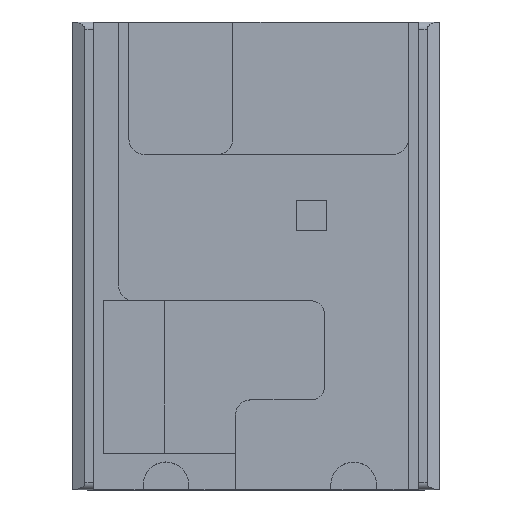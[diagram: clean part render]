
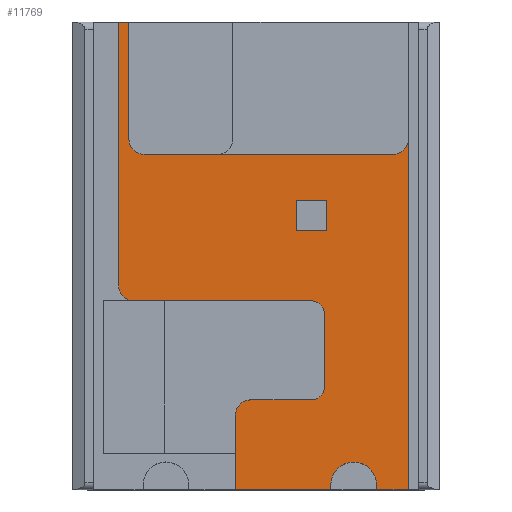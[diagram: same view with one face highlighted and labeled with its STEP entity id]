
A CAD part, top view. The second image highlights one B-rep face of the part: STEP entity #11769.
In plain terms, the highlighted planar face has unit normal (0, 0, 1).
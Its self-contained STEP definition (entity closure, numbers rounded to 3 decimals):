
#304=FACE_BOUND('',#4259,.T.);
#906=PLANE('',#12472);
#1489=LINE('',#16249,#2662);
#1490=LINE('',#16253,#2663);
#1491=LINE('',#16255,#2664);
#1492=LINE('',#16257,#2665);
#1493=LINE('',#16261,#2666);
#1494=LINE('',#16265,#2667);
#1495=LINE('',#16269,#2668);
#1496=LINE('',#16273,#2669);
#1497=LINE('',#16275,#2670);
#1498=LINE('',#16277,#2671);
#1499=LINE('',#16281,#2672);
#1500=LINE('',#16283,#2673);
#1501=LINE('',#16285,#2674);
#1502=LINE('',#16289,#2675);
#1503=LINE('',#16291,#2676);
#1504=LINE('',#16293,#2677);
#1505=LINE('',#16294,#2678);
#2662=VECTOR('',#13215,1000.);
#2663=VECTOR('',#13218,1000.);
#2664=VECTOR('',#13219,1000.);
#2665=VECTOR('',#13220,1000.);
#2666=VECTOR('',#13223,1000.);
#2667=VECTOR('',#13226,1000.);
#2668=VECTOR('',#13229,1000.);
#2669=VECTOR('',#13232,1000.);
#2670=VECTOR('',#13233,1000.);
#2671=VECTOR('',#13234,1000.);
#2672=VECTOR('',#13237,1000.);
#2673=VECTOR('',#13238,1000.);
#2674=VECTOR('',#13239,1000.);
#2675=VECTOR('',#13242,1000.);
#2676=VECTOR('',#13243,1000.);
#2677=VECTOR('',#13244,1000.);
#2678=VECTOR('',#13245,1000.);
#3610=FACE_OUTER_BOUND('',#4258,.T.);
#4258=EDGE_LOOP('',(#8516,#8517,#8518,#8519,#8520,#8521,#8522,#8523,#8524,
#8525,#8526,#8527,#8528,#8529,#8530,#8531,#8532,#8533,#8534,#8535));
#4259=EDGE_LOOP('',(#8536,#8537,#8538,#8539));
#4993=CIRCLE('',#12473,3.);
#4994=CIRCLE('',#12474,3.);
#4995=CIRCLE('',#12475,2.5);
#4996=CIRCLE('',#12476,2.5);
#4997=CIRCLE('',#12477,3.);
#4998=CIRCLE('',#12478,4.5);
#4999=CIRCLE('',#12479,3.);
#5444=VERTEX_POINT('',#16247);
#5445=VERTEX_POINT('',#16248);
#5446=VERTEX_POINT('',#16250);
#5447=VERTEX_POINT('',#16252);
#5448=VERTEX_POINT('',#16254);
#5449=VERTEX_POINT('',#16256);
#5450=VERTEX_POINT('',#16258);
#5451=VERTEX_POINT('',#16260);
#5452=VERTEX_POINT('',#16262);
#5453=VERTEX_POINT('',#16264);
#5454=VERTEX_POINT('',#16266);
#5455=VERTEX_POINT('',#16268);
#5456=VERTEX_POINT('',#16270);
#5457=VERTEX_POINT('',#16272);
#5458=VERTEX_POINT('',#16274);
#5459=VERTEX_POINT('',#16276);
#5460=VERTEX_POINT('',#16278);
#5461=VERTEX_POINT('',#16280);
#5462=VERTEX_POINT('',#16282);
#5463=VERTEX_POINT('',#16284);
#5464=VERTEX_POINT('',#16287);
#5465=VERTEX_POINT('',#16288);
#5466=VERTEX_POINT('',#16290);
#5467=VERTEX_POINT('',#16292);
#6672=EDGE_CURVE('',#5444,#5445,#1489,.T.);
#6673=EDGE_CURVE('',#5446,#5445,#4993,.T.);
#6674=EDGE_CURVE('',#5447,#5446,#1490,.T.);
#6675=EDGE_CURVE('',#5447,#5448,#1491,.T.);
#6676=EDGE_CURVE('',#5449,#5448,#1492,.T.);
#6677=EDGE_CURVE('',#5450,#5449,#4994,.T.);
#6678=EDGE_CURVE('',#5450,#5451,#1493,.T.);
#6679=EDGE_CURVE('',#5451,#5452,#4995,.T.);
#6680=EDGE_CURVE('',#5452,#5453,#1494,.T.);
#6681=EDGE_CURVE('',#5453,#5454,#4996,.T.);
#6682=EDGE_CURVE('',#5454,#5455,#1495,.T.);
#6683=EDGE_CURVE('',#5456,#5455,#4997,.T.);
#6684=EDGE_CURVE('',#5457,#5456,#1496,.T.);
#6685=EDGE_CURVE('',#5457,#5458,#1497,.T.);
#6686=EDGE_CURVE('',#5459,#5458,#1498,.T.);
#6687=EDGE_CURVE('',#5460,#5459,#4998,.T.);
#6688=EDGE_CURVE('',#5461,#5460,#1499,.T.);
#6689=EDGE_CURVE('',#5461,#5462,#1500,.T.);
#6690=EDGE_CURVE('',#5462,#5463,#1501,.T.);
#6691=EDGE_CURVE('',#5463,#5444,#4999,.T.);
#6692=EDGE_CURVE('',#5464,#5465,#1502,.T.);
#6693=EDGE_CURVE('',#5466,#5464,#1503,.T.);
#6694=EDGE_CURVE('',#5467,#5466,#1504,.T.);
#6695=EDGE_CURVE('',#5465,#5467,#1505,.T.);
#8516=ORIENTED_EDGE('',*,*,#6672,.T.);
#8517=ORIENTED_EDGE('',*,*,#6673,.F.);
#8518=ORIENTED_EDGE('',*,*,#6674,.F.);
#8519=ORIENTED_EDGE('',*,*,#6675,.T.);
#8520=ORIENTED_EDGE('',*,*,#6676,.F.);
#8521=ORIENTED_EDGE('',*,*,#6677,.F.);
#8522=ORIENTED_EDGE('',*,*,#6678,.T.);
#8523=ORIENTED_EDGE('',*,*,#6679,.T.);
#8524=ORIENTED_EDGE('',*,*,#6680,.T.);
#8525=ORIENTED_EDGE('',*,*,#6681,.T.);
#8526=ORIENTED_EDGE('',*,*,#6682,.T.);
#8527=ORIENTED_EDGE('',*,*,#6683,.F.);
#8528=ORIENTED_EDGE('',*,*,#6684,.F.);
#8529=ORIENTED_EDGE('',*,*,#6685,.T.);
#8530=ORIENTED_EDGE('',*,*,#6686,.F.);
#8531=ORIENTED_EDGE('',*,*,#6687,.F.);
#8532=ORIENTED_EDGE('',*,*,#6688,.F.);
#8533=ORIENTED_EDGE('',*,*,#6689,.T.);
#8534=ORIENTED_EDGE('',*,*,#6690,.T.);
#8535=ORIENTED_EDGE('',*,*,#6691,.T.);
#8536=ORIENTED_EDGE('',*,*,#6692,.F.);
#8537=ORIENTED_EDGE('',*,*,#6693,.F.);
#8538=ORIENTED_EDGE('',*,*,#6694,.F.);
#8539=ORIENTED_EDGE('',*,*,#6695,.F.);
#11769=ADVANCED_FACE('',(#3610,#304),#906,.T.);
#12472=AXIS2_PLACEMENT_3D('',#16246,#13213,#13214);
#12473=AXIS2_PLACEMENT_3D('',#16251,#13216,#13217);
#12474=AXIS2_PLACEMENT_3D('',#16259,#13221,#13222);
#12475=AXIS2_PLACEMENT_3D('',#16263,#13224,#13225);
#12476=AXIS2_PLACEMENT_3D('',#16267,#13227,#13228);
#12477=AXIS2_PLACEMENT_3D('',#16271,#13230,#13231);
#12478=AXIS2_PLACEMENT_3D('',#16279,#13235,#13236);
#12479=AXIS2_PLACEMENT_3D('',#16286,#13240,#13241);
#13213=DIRECTION('center_axis',(0.,0.,
1.));
#13214=DIRECTION('ref_axis',(1.,0.,0.));
#13215=DIRECTION('',(-1.,0.,0.));
#13216=DIRECTION('center_axis',(0.,0.,1.));
#13217=DIRECTION('ref_axis',(1.,0.,0.));
#13218=DIRECTION('',(0.,-1.,0.));
#13219=DIRECTION('',(-1.,0.,0.));
#13220=DIRECTION('',(0.,1.,0.));
#13221=DIRECTION('center_axis',(0.,0.,-1.));
#13222=DIRECTION('ref_axis',(-1.,0.,0.));
#13223=DIRECTION('',(1.,0.,0.));
#13224=DIRECTION('center_axis',(0.,0.,-1.));
#13225=DIRECTION('ref_axis',(1.,0.,0.));
#13226=DIRECTION('',(0.,-1.,0.));
#13227=DIRECTION('center_axis',(0.,0.,-1.));
#13228=DIRECTION('ref_axis',(1.,0.,0.));
#13229=DIRECTION('',(-1.,0.,0.));
#13230=DIRECTION('center_axis',(0.,0.,-1.));
#13231=DIRECTION('ref_axis',(1.,0.,0.));
#13232=DIRECTION('',(0.,1.,0.));
#13233=DIRECTION('',(1.,0.,0.));
#13234=DIRECTION('',(0.,-1.,0.));
#13235=DIRECTION('center_axis',(0.,0.,1.));
#13236=DIRECTION('ref_axis',(1.,0.,0.));
#13237=DIRECTION('',(0.,1.,0.));
#13238=DIRECTION('',(1.,0.,0.));
#13239=DIRECTION('',(0.,1.,0.));
#13240=DIRECTION('center_axis',(0.,0.,-1.));
#13241=DIRECTION('ref_axis',(1.,0.,0.));
#13242=DIRECTION('',(0.,-1.,0.));
#13243=DIRECTION('',(-1.,0.,0.));
#13244=DIRECTION('',(0.,1.,0.));
#13245=DIRECTION('',(1.,0.,0.));
#16246=CARTESIAN_POINT('Origin',(34.86,55.901,-11.64));
#16247=CARTESIAN_POINT('',(25.65,29.832,-11.64));
#16248=CARTESIAN_POINT('',(-23.45,29.832,-11.64));
#16249=CARTESIAN_POINT('',(-28.45,29.832,-11.64));
#16250=CARTESIAN_POINT('',(-26.45,32.832,-11.64));
#16251=CARTESIAN_POINT('Origin',(-23.45,32.832,-11.64));
#16252=CARTESIAN_POINT('',(-26.45,55.901,-11.64));
#16253=CARTESIAN_POINT('',(-26.45,32.832,-11.64));
#16254=CARTESIAN_POINT('',(-28.45,55.901,-11.64));
#16255=CARTESIAN_POINT('',(34.86,55.901,-11.64));
#16256=CARTESIAN_POINT('',(-28.45,3.932,-11.64));
#16257=CARTESIAN_POINT('',(-28.45,55.901,-11.64));
#16258=CARTESIAN_POINT('',(-25.45,0.932,-11.64));
#16259=CARTESIAN_POINT('Origin',(-25.45,3.932,-11.64));
#16260=CARTESIAN_POINT('',(9.55,0.932,-11.64));
#16261=CARTESIAN_POINT('',(25.65,0.932,-11.64));
#16262=CARTESIAN_POINT('',(12.05,-1.568,-11.64));
#16263=CARTESIAN_POINT('Origin',(9.55,-1.568,-11.64));
#16264=CARTESIAN_POINT('',(12.05,-16.068,-11.64));
#16265=CARTESIAN_POINT('',(12.05,32.832,-11.64));
#16266=CARTESIAN_POINT('',(9.55,-18.568,-11.64));
#16267=CARTESIAN_POINT('Origin',(9.55,-16.068,-11.64));
#16268=CARTESIAN_POINT('',(-2.45,-18.568,-11.64));
#16269=CARTESIAN_POINT('',(25.65,-18.568,-11.64));
#16270=CARTESIAN_POINT('',(-5.45,-21.568,-11.64));
#16271=CARTESIAN_POINT('Origin',(-2.45,-21.568,-11.64));
#16272=CARTESIAN_POINT('',(-5.45,-36.318,-11.64));
#16273=CARTESIAN_POINT('',(-5.45,-21.568,-11.64));
#16274=CARTESIAN_POINT('',(13.35,-36.318,-11.64));
#16275=CARTESIAN_POINT('',(-31.45,-36.318,-11.64));
#16276=CARTESIAN_POINT('',(13.35,-35.318,-11.64));
#16277=CARTESIAN_POINT('',(13.35,32.832,-11.64));
#16278=CARTESIAN_POINT('',(22.35,-35.318,-11.64));
#16279=CARTESIAN_POINT('Origin',(17.85,-35.318,-11.64));
#16280=CARTESIAN_POINT('',(22.35,-36.318,-11.64));
#16281=CARTESIAN_POINT('',(22.35,32.832,-11.64));
#16282=CARTESIAN_POINT('',(28.65,-36.318,-11.64));
#16283=CARTESIAN_POINT('',(-31.45,-36.318,-11.64));
#16284=CARTESIAN_POINT('',(28.65,32.832,-11.64));
#16285=CARTESIAN_POINT('',(28.65,-36.318,-11.64));
#16286=CARTESIAN_POINT('Origin',(25.65,32.832,-11.64));
#16287=CARTESIAN_POINT('',(6.55,20.782,-11.64));
#16288=CARTESIAN_POINT('',(6.55,14.782,-11.64));
#16289=CARTESIAN_POINT('',(6.55,20.782,-11.64));
#16290=CARTESIAN_POINT('',(12.55,20.782,-11.64));
#16291=CARTESIAN_POINT('',(12.55,20.782,-11.64));
#16292=CARTESIAN_POINT('',(12.55,14.782,-11.64));
#16293=CARTESIAN_POINT('',(12.55,14.782,-11.64));
#16294=CARTESIAN_POINT('',(6.55,14.782,-11.64));
